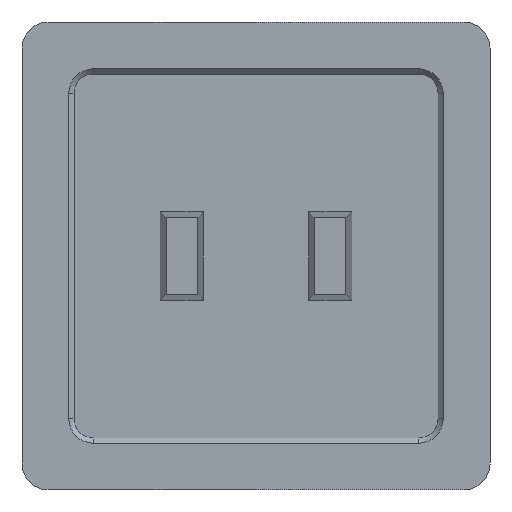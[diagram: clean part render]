
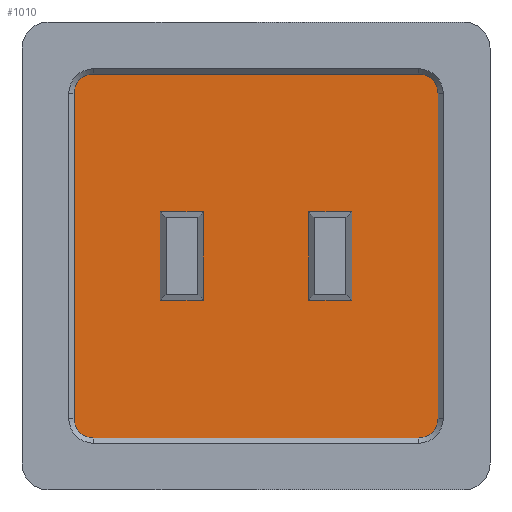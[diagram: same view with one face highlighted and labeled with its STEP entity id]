
A CAD part, front view. The second image highlights one B-rep face of the part: STEP entity #1010.
In plain terms, the highlighted planar face has unit normal (0, -1, 0).
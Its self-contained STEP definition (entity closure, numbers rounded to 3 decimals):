
#3 = CARTESIAN_POINT ( 'NONE',  ( -2.025, 1.5, -1.7 ) ) ;
#17 = VERTEX_POINT ( 'NONE', #2875 ) ;
#30 = AXIS2_PLACEMENT_3D ( 'NONE', #245, #1860, #292 ) ;
#76 = ORIENTED_EDGE ( 'NONE', *, *, #2129, .F. ) ;
#78 = AXIS2_PLACEMENT_3D ( 'NONE', #1382, #2469, #1120 ) ;
#120 = DIRECTION ( 'NONE',  ( 1., 0., 0. ) ) ;
#137 = VECTOR ( 'NONE', #120, 1000. ) ;
#149 = CARTESIAN_POINT ( 'NONE',  ( -7., 1.5, 6.25 ) ) ;
#174 = CARTESIAN_POINT ( 'NONE',  ( -7., 1.5, -6.25 ) ) ;
#245 = CARTESIAN_POINT ( 'NONE',  ( 8., 1.5, 8. ) ) ;
#251 = DIRECTION ( 'NONE',  ( 0., 0., 1. ) ) ;
#270 = LINE ( 'NONE', #1421, #306 ) ;
#278 = CARTESIAN_POINT ( 'NONE',  ( -2.025, 1.5, 1.7 ) ) ;
#286 = DIRECTION ( 'NONE',  ( 1., 0., 0. ) ) ;
#292 = DIRECTION ( 'NONE',  ( 0., 0., 1. ) ) ;
#297 = ORIENTED_EDGE ( 'NONE', *, *, #500, .T. ) ;
#306 = VECTOR ( 'NONE', #286, 1000. ) ;
#313 = VECTOR ( 'NONE', #527, 1000. ) ;
#319 = ORIENTED_EDGE ( 'NONE', *, *, #589, .F. ) ;
#336 = CARTESIAN_POINT ( 'NONE',  ( -6.25, 1.5, -7. ) ) ;
#398 = VERTEX_POINT ( 'NONE', #1608 ) ;
#405 = EDGE_CURVE ( 'NONE', #17, #1508, #1406, .T. ) ;
#424 = AXIS2_PLACEMENT_3D ( 'NONE', #2046, #509, #469 ) ;
#455 = CARTESIAN_POINT ( 'NONE',  ( -3.675, 1.5, 1.7 ) ) ;
#469 = DIRECTION ( 'NONE',  ( 0., 0., 1. ) ) ;
#485 = FACE_OUTER_BOUND ( 'NONE', #636, .T. ) ;
#497 = CARTESIAN_POINT ( 'NONE',  ( 6.25, 1.5, 7. ) ) ;
#500 = EDGE_CURVE ( 'NONE', #1712, #2110, #664, .T. ) ;
#509 = DIRECTION ( 'NONE',  ( 0., -1., 0. ) ) ;
#511 = ORIENTED_EDGE ( 'NONE', *, *, #2857, .F. ) ;
#521 = EDGE_CURVE ( 'NONE', #1112, #1636, #1450, .T. ) ;
#527 = DIRECTION ( 'NONE',  ( 0., 0., -1. ) ) ;
#555 = CARTESIAN_POINT ( 'NONE',  ( -7., 1.5, 6.25 ) ) ;
#566 = CIRCLE ( 'NONE', #2097, 0.75 ) ;
#589 = EDGE_CURVE ( 'NONE', #1636, #398, #1905, .T. ) ;
#605 = DIRECTION ( 'NONE',  ( 0., -1., 0. ) ) ;
#636 = EDGE_LOOP ( 'NONE', ( #297, #2635, #1296, #1798, #1751, #2377, #1203, #2148 ) ) ;
#642 = CARTESIAN_POINT ( 'NONE',  ( 7., 1.5, -6.25 ) ) ;
#664 = CIRCLE ( 'NONE', #424, 0.75 ) ;
#682 = EDGE_CURVE ( 'NONE', #1521, #2674, #566, .T. ) ;
#699 = DIRECTION ( 'NONE',  ( 0., -1., 0. ) ) ;
#702 = AXIS2_PLACEMENT_3D ( 'NONE', #2572, #605, #1720 ) ;
#705 = ORIENTED_EDGE ( 'NONE', *, *, #1696, .F. ) ;
#809 = DIRECTION ( 'NONE',  ( -1., 0., 0. ) ) ;
#819 = CARTESIAN_POINT ( 'NONE',  ( -2.025, 1.5, 1.7 ) ) ;
#837 = LINE ( 'NONE', #1008, #1109 ) ;
#929 = VECTOR ( 'NONE', #2298, 1000. ) ;
#974 = LINE ( 'NONE', #555, #313 ) ;
#995 = EDGE_CURVE ( 'NONE', #2674, #1189, #2762, .T. ) ;
#1008 = CARTESIAN_POINT ( 'NONE',  ( 2.025, 1.5, -1.7 ) ) ;
#1010 = ADVANCED_FACE ( 'NONE', ( #1367, #485, #2064 ), #1152, .F. ) ;
#1027 = EDGE_CURVE ( 'NONE', #398, #2355, #1425, .T. ) ;
#1029 = VECTOR ( 'NONE', #2111, 1000. ) ;
#1094 = EDGE_CURVE ( 'NONE', #1872, #1521, #2080, .T. ) ;
#1109 = VECTOR ( 'NONE', #1958, 1000. ) ;
#1112 = VERTEX_POINT ( 'NONE', #1804 ) ;
#1113 = VERTEX_POINT ( 'NONE', #455 ) ;
#1120 = DIRECTION ( 'NONE',  ( 0., 0., 1. ) ) ;
#1152 = PLANE ( 'NONE',  #30 ) ;
#1189 = VERTEX_POINT ( 'NONE', #1243 ) ;
#1203 = ORIENTED_EDGE ( 'NONE', *, *, #1857, .T. ) ;
#1232 = ORIENTED_EDGE ( 'NONE', *, *, #405, .F. ) ;
#1233 = EDGE_CURVE ( 'NONE', #1650, #1712, #974, .T. ) ;
#1243 = CARTESIAN_POINT ( 'NONE',  ( -6.25, 1.5, 7. ) ) ;
#1266 = DIRECTION ( 'NONE',  ( 0., 0., -1. ) ) ;
#1282 = EDGE_CURVE ( 'NONE', #2110, #1343, #2592, .T. ) ;
#1296 = ORIENTED_EDGE ( 'NONE', *, *, #2643, .T. ) ;
#1312 = CARTESIAN_POINT ( 'NONE',  ( 3.675, 1.5, -1.7 ) ) ;
#1340 = VERTEX_POINT ( 'NONE', #1612 ) ;
#1343 = VERTEX_POINT ( 'NONE', #2789 ) ;
#1367 = FACE_BOUND ( 'NONE', #1424, .T. ) ;
#1374 = VECTOR ( 'NONE', #1266, 1000. ) ;
#1382 = CARTESIAN_POINT ( 'NONE',  ( -6.25, 1.5, 6.25 ) ) ;
#1383 = DIRECTION ( 'NONE',  ( -1., 0., 0. ) ) ;
#1406 = LINE ( 'NONE', #3, #1429 ) ;
#1421 = CARTESIAN_POINT ( 'NONE',  ( -2.025, 1.5, -1.7 ) ) ;
#1424 = EDGE_LOOP ( 'NONE', ( #511, #705, #1232, #76 ) ) ;
#1425 = LINE ( 'NONE', #2519, #2802 ) ;
#1429 = VECTOR ( 'NONE', #2527, 1000. ) ;
#1450 = LINE ( 'NONE', #1920, #137 ) ;
#1471 = CARTESIAN_POINT ( 'NONE',  ( 7., 1.5, 6.25 ) ) ;
#1500 = CARTESIAN_POINT ( 'NONE',  ( 2.025, 1.5, 1.7 ) ) ;
#1501 = CIRCLE ( 'NONE', #78, 0.75 ) ;
#1508 = VERTEX_POINT ( 'NONE', #278 ) ;
#1521 = VERTEX_POINT ( 'NONE', #1471 ) ;
#1608 = CARTESIAN_POINT ( 'NONE',  ( 3.675, 1.5, 1.7 ) ) ;
#1612 = CARTESIAN_POINT ( 'NONE',  ( -3.675, 1.5, -1.7 ) ) ;
#1636 = VERTEX_POINT ( 'NONE', #1312 ) ;
#1650 = VERTEX_POINT ( 'NONE', #149 ) ;
#1683 = CARTESIAN_POINT ( 'NONE',  ( 3.675, 1.5, -1.7 ) ) ;
#1696 = EDGE_CURVE ( 'NONE', #1508, #1113, #1955, .T. ) ;
#1712 = VERTEX_POINT ( 'NONE', #174 ) ;
#1720 = DIRECTION ( 'NONE',  ( 0., 0., 1. ) ) ;
#1751 = ORIENTED_EDGE ( 'NONE', *, *, #682, .T. ) ;
#1781 = ORIENTED_EDGE ( 'NONE', *, *, #521, .F. ) ;
#1798 = ORIENTED_EDGE ( 'NONE', *, *, #1094, .T. ) ;
#1804 = CARTESIAN_POINT ( 'NONE',  ( 2.025, 1.5, -1.7 ) ) ;
#1857 = EDGE_CURVE ( 'NONE', #1189, #1650, #1501, .T. ) ;
#1860 = DIRECTION ( 'NONE',  ( 0., 1., 0. ) ) ;
#1872 = VERTEX_POINT ( 'NONE', #642 ) ;
#1905 = LINE ( 'NONE', #1683, #2625 ) ;
#1920 = CARTESIAN_POINT ( 'NONE',  ( 3.675, 1.5, -1.7 ) ) ;
#1926 = ORIENTED_EDGE ( 'NONE', *, *, #1027, .F. ) ;
#1955 = LINE ( 'NONE', #819, #2083 ) ;
#1958 = DIRECTION ( 'NONE',  ( 0., 0., -1. ) ) ;
#2046 = CARTESIAN_POINT ( 'NONE',  ( -6.25, 1.5, -6.25 ) ) ;
#2064 = FACE_BOUND ( 'NONE', #2909, .T. ) ;
#2080 = LINE ( 'NONE', #2502, #2214 ) ;
#2083 = VECTOR ( 'NONE', #809, 1000. ) ;
#2097 = AXIS2_PLACEMENT_3D ( 'NONE', #2532, #699, #251 ) ;
#2110 = VERTEX_POINT ( 'NONE', #2323 ) ;
#2111 = DIRECTION ( 'NONE',  ( 1., 0., 0. ) ) ;
#2119 = ORIENTED_EDGE ( 'NONE', *, *, #2300, .F. ) ;
#2129 = EDGE_CURVE ( 'NONE', #1340, #17, #270, .T. ) ;
#2133 = CIRCLE ( 'NONE', #702, 0.75 ) ;
#2148 = ORIENTED_EDGE ( 'NONE', *, *, #1233, .T. ) ;
#2203 = CARTESIAN_POINT ( 'NONE',  ( -3.675, 1.5, -1.7 ) ) ;
#2214 = VECTOR ( 'NONE', #2534, 1000. ) ;
#2298 = DIRECTION ( 'NONE',  ( -1., 0., 0. ) ) ;
#2300 = EDGE_CURVE ( 'NONE', #2355, #1112, #837, .T. ) ;
#2323 = CARTESIAN_POINT ( 'NONE',  ( -6.25, 1.5, -7. ) ) ;
#2355 = VERTEX_POINT ( 'NONE', #1500 ) ;
#2377 = ORIENTED_EDGE ( 'NONE', *, *, #995, .T. ) ;
#2469 = DIRECTION ( 'NONE',  ( 0., -1., 0. ) ) ;
#2502 = CARTESIAN_POINT ( 'NONE',  ( 7., 1.5, -6.25 ) ) ;
#2519 = CARTESIAN_POINT ( 'NONE',  ( 3.675, 1.5, 1.7 ) ) ;
#2527 = DIRECTION ( 'NONE',  ( 0., 0., 1. ) ) ;
#2532 = CARTESIAN_POINT ( 'NONE',  ( 6.25, 1.5, 6.25 ) ) ;
#2534 = DIRECTION ( 'NONE',  ( 0., 0., 1. ) ) ;
#2572 = CARTESIAN_POINT ( 'NONE',  ( 6.25, 1.5, -6.25 ) ) ;
#2592 = LINE ( 'NONE', #336, #1029 ) ;
#2601 = DIRECTION ( 'NONE',  ( 0., 0., 1. ) ) ;
#2625 = VECTOR ( 'NONE', #2601, 1000. ) ;
#2635 = ORIENTED_EDGE ( 'NONE', *, *, #1282, .T. ) ;
#2643 = EDGE_CURVE ( 'NONE', #1343, #1872, #2133, .T. ) ;
#2674 = VERTEX_POINT ( 'NONE', #2855 ) ;
#2685 = LINE ( 'NONE', #2203, #1374 ) ;
#2762 = LINE ( 'NONE', #497, #929 ) ;
#2789 = CARTESIAN_POINT ( 'NONE',  ( 6.25, 1.5, -7. ) ) ;
#2802 = VECTOR ( 'NONE', #1383, 1000. ) ;
#2855 = CARTESIAN_POINT ( 'NONE',  ( 6.25, 1.5, 7. ) ) ;
#2857 = EDGE_CURVE ( 'NONE', #1113, #1340, #2685, .T. ) ;
#2875 = CARTESIAN_POINT ( 'NONE',  ( -2.025, 1.5, -1.7 ) ) ;
#2909 = EDGE_LOOP ( 'NONE', ( #2119, #1926, #319, #1781 ) ) ;
